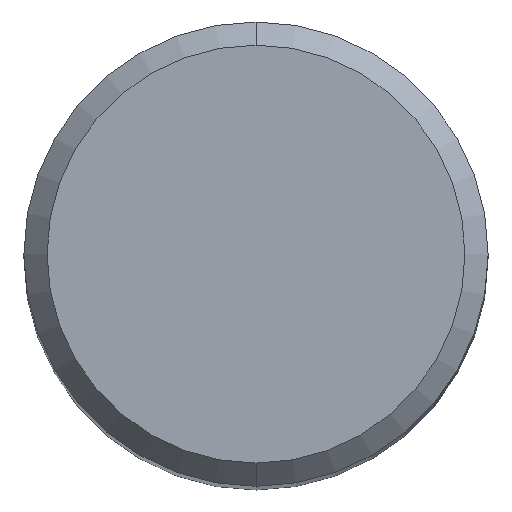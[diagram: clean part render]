
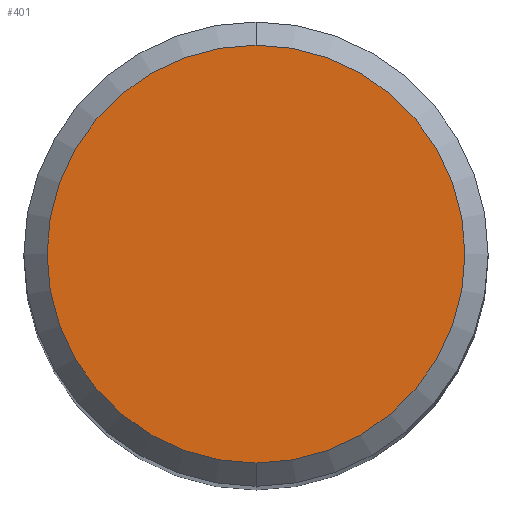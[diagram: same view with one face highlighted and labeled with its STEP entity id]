
A CAD part, top view. The second image highlights one B-rep face of the part: STEP entity #401.
In plain terms, the highlighted planar face has unit normal (0, 0, 1).
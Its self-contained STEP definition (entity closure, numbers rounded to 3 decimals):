
#197=VERTEX_POINT('',#507);
#217=VERTEX_POINT('',#529);
#233=EDGE_CURVE('',#197,#217,#547,.T.);
#319=EDGE_CURVE('',#217,#197,#637,.T.);
#401=ADVANCED_FACE('',(#729),#730,.T.);
#507=CARTESIAN_POINT('',(0.0,5.4,0.0));
#529=CARTESIAN_POINT('',(0.,-5.4,0.0));
#547=CIRCLE('',#990,5.4);
#637=CIRCLE('',#1181,5.4);
#729=FACE_OUTER_BOUND('',#1369,.T.);
#730=PLANE('',#1370);
#990=AXIS2_PLACEMENT_3D('',#1585,#1586,#1587);
#1181=AXIS2_PLACEMENT_3D('',#1656,#1657,#1658);
#1369=EDGE_LOOP('',(#1770,#1771));
#1370=AXIS2_PLACEMENT_3D('',#1772,#1773,#1774);
#1585=CARTESIAN_POINT('',(0.0,0.0,0.0));
#1586=DIRECTION('',(0.0,0.0,-1.0));
#1587=DIRECTION('',(0.0,1.0,0.0));
#1656=CARTESIAN_POINT('',(0.0,0.0,0.0));
#1657=DIRECTION('',(0.0,0.0,-1.0));
#1658=DIRECTION('',(0.0,1.0,0.0));
#1770=ORIENTED_EDGE('',*,*,#233,.F.);
#1771=ORIENTED_EDGE('',*,*,#319,.F.);
#1772=CARTESIAN_POINT('',(0.0,2.7,0.0));
#1773=DIRECTION('',(-0.0,0.0,1.0));
#1774=DIRECTION('',(0.0,-1.0,0.0));
